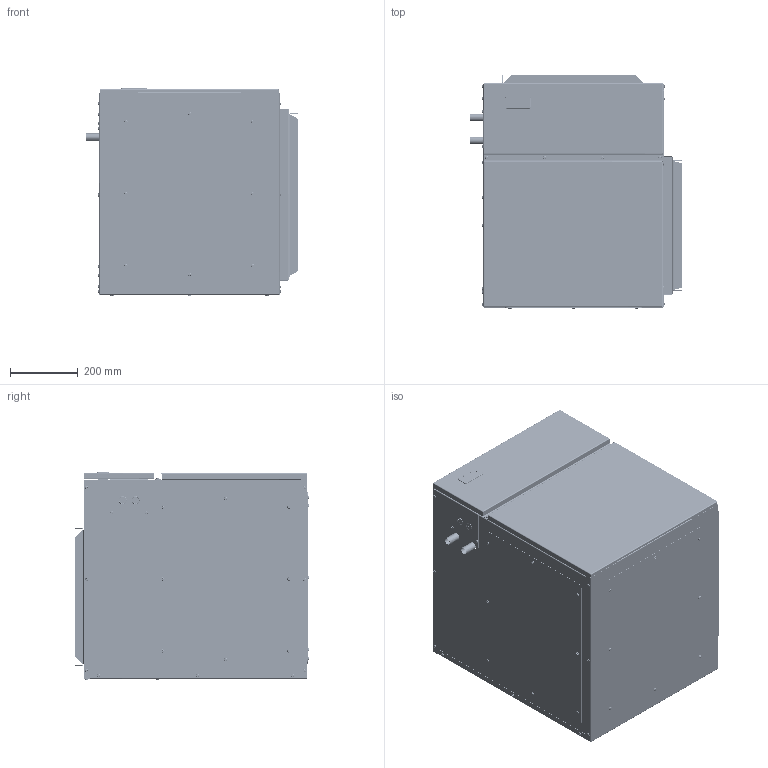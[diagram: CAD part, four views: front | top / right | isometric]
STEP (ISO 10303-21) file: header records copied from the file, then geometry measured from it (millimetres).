
FILE_DESCRIPTION (( 'STEP AP214' ), '1' );
FILE_NAME ('VENTUM 40.STEP', '2021-06-14T15:53:50', ( '' ), ( '' ), 'SwSTEP 2.0', 'SolidWorks 2021', '' );
FILE_SCHEMA (( 'AUTOMOTIVE_DESIGN' ));
Length unit declared in the file: inch
Products named in the file (1): VENTUM 40
Bounding box: 625.42 x 690.42 x 615.69 mm (x, y, z)
Volume: 6960868.6 mm3; surface area: 5322354.2 mm2
Topology: 70 solids, 70 shells, 4304 faces, 9926 edges, 5833 vertices
Faces by surface type: plane 1663, cylinder 1484, cone 1027, bspline 77, torus 53
Full cylindrical faces by diameter (mm): 3.566 x477, 3.572 x60, 3.969 x4, 4.826 x477, 5.613 x49, 9.474 x53, 12.303 x2, 19.05 x1, 19.939 x1, 20.955 x2, 22.225 x4
Entity records: 168183 total; most frequent: CARTESIAN_POINT 22662, DIRECTION 18682, ORIENTED_EDGE 15182, EDGE_CURVE 7591, AXIS2_PLACEMENT_3D 7196, EDGE_LOOP 6863, VERTEX_POINT 5696, FACE_OUTER_BOUND 5493
